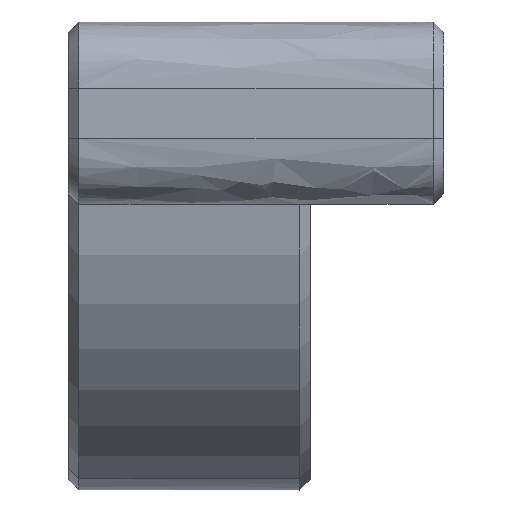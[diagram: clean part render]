
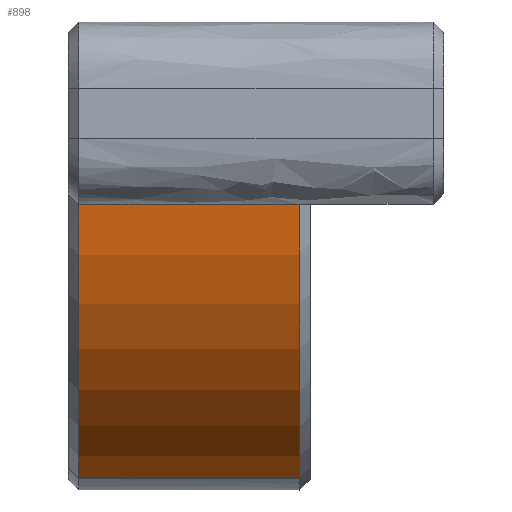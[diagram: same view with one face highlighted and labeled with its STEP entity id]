
A CAD part, front view. The second image highlights one B-rep face of the part: STEP entity #898.
In plain terms, the highlighted cylindrical face has radius 12.175 mm (diameter 24.35 mm), a partial arc.
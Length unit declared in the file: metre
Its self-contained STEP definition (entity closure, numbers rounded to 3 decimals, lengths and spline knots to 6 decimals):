
#22=CYLINDRICAL_SURFACE('',#974,0.012175);
#46=CIRCLE('',#975,0.012175);
#47=CIRCLE('',#976,0.012175);
#193=ORIENTED_EDGE('',*,*,#438,.T.);
#194=ORIENTED_EDGE('',*,*,#439,.F.);
#195=ORIENTED_EDGE('',*,*,#440,.T.);
#196=ORIENTED_EDGE('',*,*,#441,.T.);
#438=EDGE_CURVE('',#561,#562,#637,.T.);
#439=EDGE_CURVE('',#563,#562,#46,.T.);
#440=EDGE_CURVE('',#563,#564,#638,.T.);
#441=EDGE_CURVE('',#564,#561,#47,.T.);
#561=VERTEX_POINT('',#1387);
#562=VERTEX_POINT('',#1388);
#563=VERTEX_POINT('',#1390);
#564=VERTEX_POINT('',#1392);
#637=LINE('',#1386,#706);
#638=LINE('',#1391,#707);
#706=VECTOR('',#1103,1.);
#707=VECTOR('',#1106,1.);
#750=EDGE_LOOP('',(#193,#194,#195,#196));
#809=FACE_BOUND('',#750,.T.);
#898=ADVANCED_FACE('',(#809),#22,.T.);
#974=AXIS2_PLACEMENT_3D('',#1385,#1101,#1102);
#975=AXIS2_PLACEMENT_3D('',#1389,#1104,#1105);
#976=AXIS2_PLACEMENT_3D('',#1393,#1107,#1108);
#1101=DIRECTION('',(-1.,0.,0.));
#1102=DIRECTION('',(0.,0.,1.));
#1103=DIRECTION('',(1.,0.,0.));
#1104=DIRECTION('',(1.,0.,0.));
#1105=DIRECTION('',(0.,0.,-1.));
#1106=DIRECTION('',(-1.,0.,0.));
#1107=DIRECTION('',(1.,0.,0.));
#1108=DIRECTION('',(0.,0.,-1.));
#1385=CARTESIAN_POINT('',(0.04131,-0.059055,-0.038359));
#1386=CARTESIAN_POINT('',(0.031685,-0.063533,-0.049681));
#1387=CARTESIAN_POINT('',(0.02751,-0.063533,-0.049681));
#1388=CARTESIAN_POINT('',(0.03586,-0.063533,-0.049681));
#1389=CARTESIAN_POINT('',(0.03586,-0.059055,-0.038359));
#1390=CARTESIAN_POINT('',(0.03586,-0.071192,-0.039321));
#1391=CARTESIAN_POINT('',(0.04131,-0.071192,-0.039321));
#1392=CARTESIAN_POINT('',(0.02751,-0.071192,-0.039321));
#1393=CARTESIAN_POINT('',(0.02751,-0.059055,-0.038359));
